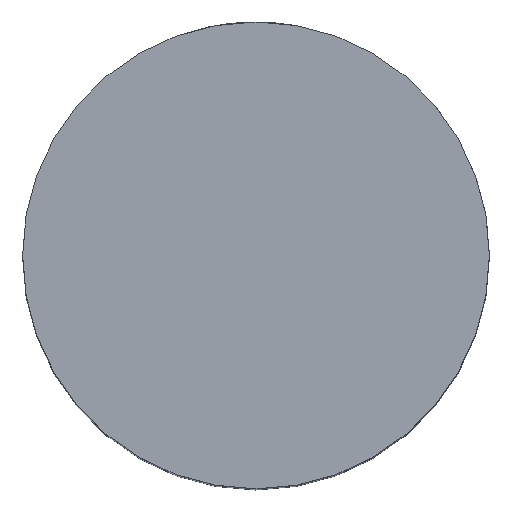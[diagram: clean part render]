
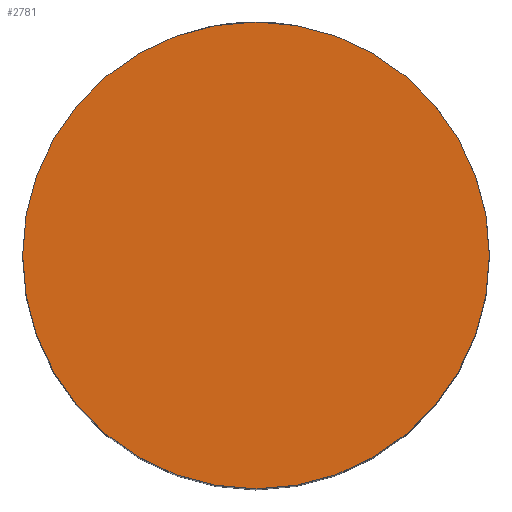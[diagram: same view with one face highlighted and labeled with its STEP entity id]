
A CAD part, top view. The second image highlights one B-rep face of the part: STEP entity #2781.
In plain terms, the highlighted planar face has unit normal (0, 0, 1).
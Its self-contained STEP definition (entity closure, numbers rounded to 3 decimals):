
#2762 = VERTEX_POINT('',#2763);
#2763 = CARTESIAN_POINT('',(19.,0.,55.));
#2769 = EDGE_CURVE('',#2762,#2762,#2770,.T.);
#2770 = CIRCLE('',#2771,19.);
#2771 = AXIS2_PLACEMENT_3D('',#2772,#2773,#2774);
#2772 = CARTESIAN_POINT('',(0.,0.,55.));
#2773 = DIRECTION('',(0.,0.,1.));
#2774 = DIRECTION('',(1.,0.,0.));
#2781 = ADVANCED_FACE('',(#2782),#2785,.T.);
#2782 = FACE_BOUND('',#2783,.F.);
#2783 = EDGE_LOOP('',(#2784));
#2784 = ORIENTED_EDGE('',*,*,#2769,.F.);
#2785 = PLANE('',#2786);
#2786 = AXIS2_PLACEMENT_3D('',#2787,#2788,#2789);
#2787 = CARTESIAN_POINT('',(0.,0.,55.));
#2788 = DIRECTION('',(0.,0.,1.));
#2789 = DIRECTION('',(1.,0.,0.));
